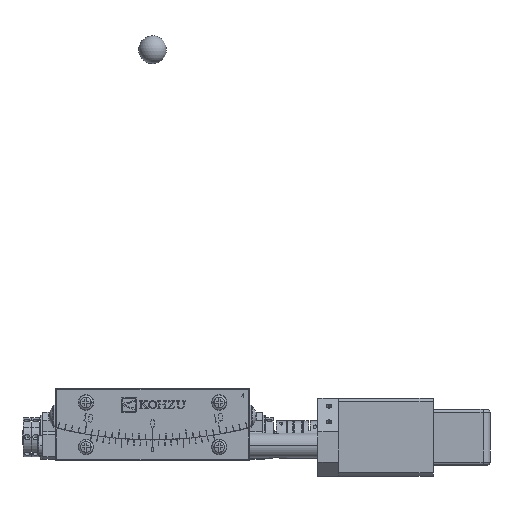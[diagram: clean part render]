
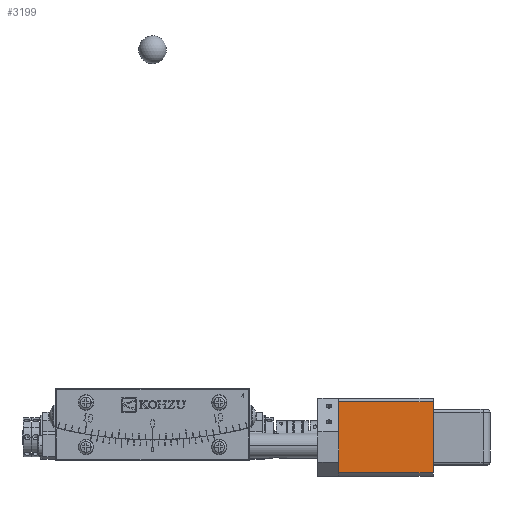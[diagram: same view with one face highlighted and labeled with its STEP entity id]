
A CAD part, front view. The second image highlights one B-rep face of the part: STEP entity #3199.
In plain terms, the highlighted planar face has unit normal (0, -1, 0).
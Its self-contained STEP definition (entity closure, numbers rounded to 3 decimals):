
#3199=ADVANCED_FACE('',(#32706),#32705,.T.);
#32705=PLANE('',#52524);
#32706=FACE_OUTER_BOUND('',#52525,.T.);
#52521=CARTESIAN_POINT('',(63.6,-14.,-6.914));
#52522=DIRECTION('',(0.,-1.,0.));
#52523=DIRECTION('',(1.,0.,0.));
#52524=AXIS2_PLACEMENT_3D('',#52521,#52522,#52523);
#52525=EDGE_LOOP('',(#67909,#67910,#67911,#67912));
#67909=ORIENTED_EDGE('',*,*,#75547,.T.);
#67910=ORIENTED_EDGE('',*,*,#75432,.T.);
#67911=ORIENTED_EDGE('',*,*,#75548,.T.);
#67912=ORIENTED_EDGE('',*,*,#75541,.F.);
#75432=EDGE_CURVE('',#122943,#122986,#122993,.T.);
#75541=EDGE_CURVE('',#123718,#123725,#123726,.T.);
#75547=EDGE_CURVE('',#123718,#122943,#123765,.T.);
#75548=EDGE_CURVE('',#122986,#123725,#123771,.T.);
#122943=VERTEX_POINT('',#155194);
#122986=VERTEX_POINT('',#155222);
#122993=LINE('',#155227,#155228);
#123718=VERTEX_POINT('',#155701);
#123725=VERTEX_POINT('',#155706);
#123726=LINE('',#155707,#155708);
#123765=LINE('',#155730,#155731);
#123771=LINE('',#155733,#155734);
#155194=CARTESIAN_POINT('',(67.,-14.,21.345));
#155222=CARTESIAN_POINT('',(67.,-14.,-4.345));
#155227=CARTESIAN_POINT('',(67.,-14.,21.345));
#155228=VECTOR('',#155229,25.69);
#155229=DIRECTION('',(0.,0.,-1.));
#155701=CARTESIAN_POINT('',(101.,-14.,21.345));
#155706=CARTESIAN_POINT('',(101.,-14.,-4.345));
#155707=CARTESIAN_POINT('',(101.,-14.,21.345));
#155708=VECTOR('',#155709,25.69);
#155709=DIRECTION('',(0.,0.,-1.));
#155730=CARTESIAN_POINT('',(101.,-14.,21.345));
#155731=VECTOR('',#155732,34.);
#155732=DIRECTION('',(-1.,0.,0.));
#155733=CARTESIAN_POINT('',(67.,-14.,-4.345));
#155734=VECTOR('',#155735,34.);
#155735=DIRECTION('',(1.,0.,0.));
